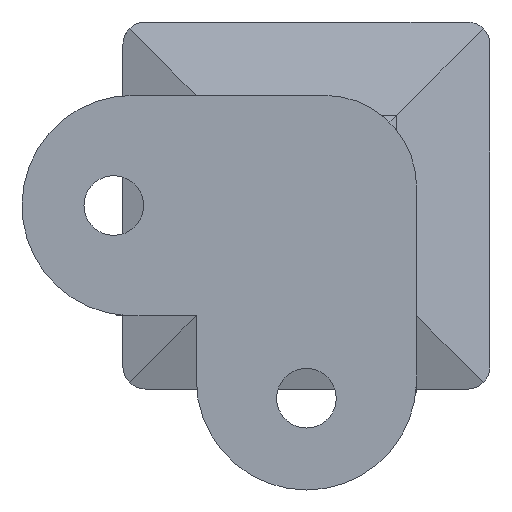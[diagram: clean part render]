
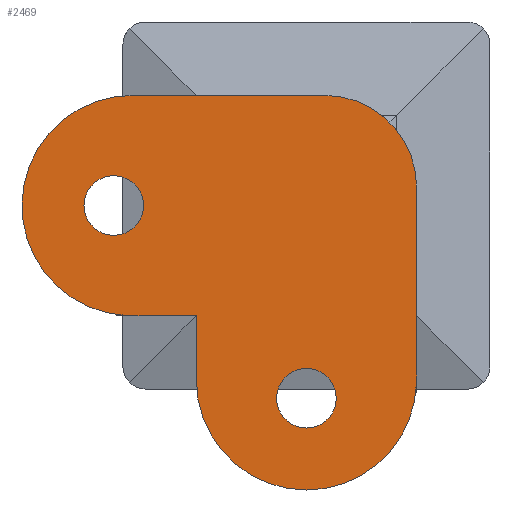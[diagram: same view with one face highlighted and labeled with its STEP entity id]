
A CAD part, front view. The second image highlights one B-rep face of the part: STEP entity #2469.
In plain terms, the highlighted planar face has unit normal (0, -1, 0).
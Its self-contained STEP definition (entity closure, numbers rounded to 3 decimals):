
#7 = CARTESIAN_POINT ( 'NONE',  ( -21., -80.5, -3.25 ) ) ;
#12 = ORIENTED_EDGE ( 'NONE', *, *, #3170, .F. ) ;
#18 = VERTEX_POINT ( 'NONE', #2637 ) ;
#21 = DIRECTION ( 'NONE',  ( 0., 0., 1. ) ) ;
#40 = ORIENTED_EDGE ( 'NONE', *, *, #857, .T. ) ;
#44 = AXIS2_PLACEMENT_3D ( 'NONE', #1076, #2097, #1378 ) ;
#56 = ORIENTED_EDGE ( 'NONE', *, *, #2273, .T. ) ;
#59 = VERTEX_POINT ( 'NONE', #2925 ) ;
#86 = AXIS2_PLACEMENT_3D ( 'NONE', #503, #2557, #2864 ) ;
#96 = VERTEX_POINT ( 'NONE', #1111 ) ;
#149 = EDGE_CURVE ( 'NONE', #2230, #1342, #2595, .T. ) ;
#176 = CARTESIAN_POINT ( 'NONE',  ( -12., -80.5, -12. ) ) ;
#193 = CARTESIAN_POINT ( 'NONE',  ( 0., -80.5, -24.25 ) ) ;
#216 = FACE_BOUND ( 'NONE', #1962, .T. ) ;
#220 = VECTOR ( 'NONE', #442, 1000. ) ;
#227 = ORIENTED_EDGE ( 'NONE', *, *, #149, .F. ) ;
#230 = DIRECTION ( 'NONE',  ( 0., -1., 0. ) ) ;
#246 = ORIENTED_EDGE ( 'NONE', *, *, #1443, .F. ) ;
#285 = DIRECTION ( 'NONE',  ( 1., 0., 0. ) ) ;
#293 = AXIS2_PLACEMENT_3D ( 'NONE', #487, #2276, #1784 ) ;
#301 = AXIS2_PLACEMENT_3D ( 'NONE', #589, #339, #1379 ) ;
#334 = CARTESIAN_POINT ( 'NONE',  ( -20., -80.5, -12. ) ) ;
#339 = DIRECTION ( 'NONE',  ( 0., -1., 0. ) ) ;
#387 = VECTOR ( 'NONE', #1051, 1000. ) ;
#414 = ORIENTED_EDGE ( 'NONE', *, *, #2172, .T. ) ;
#442 = DIRECTION ( 'NONE',  ( 0., 0., 1. ) ) ;
#477 = EDGE_CURVE ( 'NONE', #96, #3146, #1140, .T. ) ;
#481 = CARTESIAN_POINT ( 'NONE',  ( 11.988, -80.5, 0.003 ) ) ;
#487 = CARTESIAN_POINT ( 'NONE',  ( 0., -80.5, -21. ) ) ;
#503 = CARTESIAN_POINT ( 'NONE',  ( -20., -80.5, 0. ) ) ;
#515 = CIRCLE ( 'NONE', #2113, 12. ) ;
#516 = CARTESIAN_POINT ( 'NONE',  ( -19., -80.5, 0. ) ) ;
#560 = DIRECTION ( 'NONE',  ( 0., 0., -1. ) ) ;
#561 = AXIS2_PLACEMENT_3D ( 'NONE', #2523, #230, #1245 ) ;
#562 = VECTOR ( 'NONE', #3206, 1000. ) ;
#589 = CARTESIAN_POINT ( 'NONE',  ( 0., -80.5, -21. ) ) ;
#614 = CIRCLE ( 'NONE', #86, 12. ) ;
#649 = AXIS2_PLACEMENT_3D ( 'NONE', #516, #964, #1775 ) ;
#655 = FACE_BOUND ( 'NONE', #2030, .T. ) ;
#686 = CARTESIAN_POINT ( 'NONE',  ( -9.442, -80.5, -107.678 ) ) ;
#703 = VERTEX_POINT ( 'NONE', #969 ) ;
#751 = VERTEX_POINT ( 'NONE', #2740 ) ;
#763 = EDGE_CURVE ( 'NONE', #59, #1700, #2423, .T. ) ;
#764 = DIRECTION ( 'NONE',  ( 0., 0., -1. ) ) ;
#806 = EDGE_CURVE ( 'NONE', #1700, #96, #1955, .T. ) ;
#813 = CARTESIAN_POINT ( 'NONE',  ( -21., -80.5, 0. ) ) ;
#820 = LINE ( 'NONE', #334, #1355 ) ;
#857 = EDGE_CURVE ( 'NONE', #982, #751, #614, .T. ) ;
#883 = VERTEX_POINT ( 'NONE', #1802 ) ;
#909 = CARTESIAN_POINT ( 'NONE',  ( 12., -80.5, -20. ) ) ;
#922 = DIRECTION ( 'NONE',  ( 0., -1., 0. ) ) ;
#964 = DIRECTION ( 'NONE',  ( 0., -1., 0. ) ) ;
#969 = CARTESIAN_POINT ( 'NONE',  ( -19.762, -80.5, -11.976 ) ) ;
#982 = VERTEX_POINT ( 'NONE', #2136 ) ;
#1051 = DIRECTION ( 'NONE',  ( -1., 0., 0. ) ) ;
#1076 = CARTESIAN_POINT ( 'NONE',  ( 2., -80.5, 2. ) ) ;
#1081 = CARTESIAN_POINT ( 'NONE',  ( -12., -80.5, -19. ) ) ;
#1098 = DIRECTION ( 'NONE',  ( 0., -1., 0. ) ) ;
#1111 = CARTESIAN_POINT ( 'NONE',  ( 12., -80.5, 2. ) ) ;
#1140 = CIRCLE ( 'NONE', #44, 10. ) ;
#1154 = LINE ( 'NONE', #2353, #387 ) ;
#1155 = ORIENTED_EDGE ( 'NONE', *, *, #3273, .T. ) ;
#1166 = PLANE ( 'NONE',  #1995 ) ;
#1171 = CARTESIAN_POINT ( 'NONE',  ( 0.011, -80.5, -11.957 ) ) ;
#1173 = VERTEX_POINT ( 'NONE', #1432 ) ;
#1204 = CARTESIAN_POINT ( 'NONE',  ( 0., -80.5, -19. ) ) ;
#1242 = EDGE_CURVE ( 'NONE', #18, #883, #2589, .T. ) ;
#1245 = DIRECTION ( 'NONE',  ( 0., 0., -1. ) ) ;
#1255 = VERTEX_POINT ( 'NONE', #1081 ) ;
#1342 = VERTEX_POINT ( 'NONE', #1401 ) ;
#1355 = VECTOR ( 'NONE', #285, 1000. ) ;
#1370 = CARTESIAN_POINT ( 'NONE',  ( 0., -80.5, -19. ) ) ;
#1378 = DIRECTION ( 'NONE',  ( 0., 0., -1. ) ) ;
#1379 = DIRECTION ( 'NONE',  ( 0., 0., -1. ) ) ;
#1384 = EDGE_CURVE ( 'NONE', #1255, #18, #515, .T. ) ;
#1401 = CARTESIAN_POINT ( 'NONE',  ( 0., -80.5, -17.75 ) ) ;
#1432 = CARTESIAN_POINT ( 'NONE',  ( -21., -80.5, 3.25 ) ) ;
#1443 = EDGE_CURVE ( 'NONE', #982, #703, #3169, .T. ) ;
#1457 = DIRECTION ( 'NONE',  ( 0., -1., 0. ) ) ;
#1574 = DIRECTION ( 'NONE',  ( 0., -1., 0. ) ) ;
#1646 = EDGE_CURVE ( 'NONE', #1173, #2563, #2937, .T. ) ;
#1700 = VERTEX_POINT ( 'NONE', #909 ) ;
#1706 = DIRECTION ( 'NONE',  ( 0., 0., -1. ) ) ;
#1733 = VECTOR ( 'NONE', #2196, 1000. ) ;
#1775 = DIRECTION ( 'NONE',  ( 0., 0., -1. ) ) ;
#1784 = DIRECTION ( 'NONE',  ( 0., 0., -1. ) ) ;
#1802 = CARTESIAN_POINT ( 'NONE',  ( 11.992, -80.5, -19.433 ) ) ;
#1825 = VERTEX_POINT ( 'NONE', #1942 ) ;
#1828 = CIRCLE ( 'NONE', #2844, 3.25 ) ;
#1830 = DIRECTION ( 'NONE',  ( 0., 0., -1. ) ) ;
#1891 = CIRCLE ( 'NONE', #293, 3.25 ) ;
#1921 = FACE_OUTER_BOUND ( 'NONE', #2454, .T. ) ;
#1942 = CARTESIAN_POINT ( 'NONE',  ( -19., -80.5, 12. ) ) ;
#1955 = LINE ( 'NONE', #3080, #2159 ) ;
#1962 = EDGE_LOOP ( 'NONE', ( #2792, #3005 ) ) ;
#1995 = AXIS2_PLACEMENT_3D ( 'NONE', #686, #922, #2455 ) ;
#2003 = VERTEX_POINT ( 'NONE', #2072 ) ;
#2030 = EDGE_LOOP ( 'NONE', ( #12, #227 ) ) ;
#2072 = CARTESIAN_POINT ( 'NONE',  ( -12., -80.5, -12. ) ) ;
#2097 = DIRECTION ( 'NONE',  ( 0., -1., 0. ) ) ;
#2113 = AXIS2_PLACEMENT_3D ( 'NONE', #1204, #2986, #1706 ) ;
#2136 = CARTESIAN_POINT ( 'NONE',  ( -20.747, -80.5, -11.977 ) ) ;
#2138 = ORIENTED_EDGE ( 'NONE', *, *, #806, .T. ) ;
#2159 = VECTOR ( 'NONE', #21, 1000. ) ;
#2166 = EDGE_CURVE ( 'NONE', #2563, #1173, #1828, .T. ) ;
#2172 = EDGE_CURVE ( 'NONE', #1825, #703, #2676, .T. ) ;
#2187 = EDGE_CURVE ( 'NONE', #59, #883, #2501, .T. ) ;
#2196 = DIRECTION ( 'NONE',  ( 1., 0., 0.001 ) ) ;
#2206 = ORIENTED_EDGE ( 'NONE', *, *, #1384, .T. ) ;
#2230 = VERTEX_POINT ( 'NONE', #193 ) ;
#2239 = AXIS2_PLACEMENT_3D ( 'NONE', #813, #1574, #560 ) ;
#2273 = EDGE_CURVE ( 'NONE', #3146, #1825, #1154, .T. ) ;
#2276 = DIRECTION ( 'NONE',  ( 0., -1., 0. ) ) ;
#2293 = CARTESIAN_POINT ( 'NONE',  ( 2., -80.5, 12. ) ) ;
#2331 = ORIENTED_EDGE ( 'NONE', *, *, #1242, .T. ) ;
#2353 = CARTESIAN_POINT ( 'NONE',  ( 2.5, -80.5, 12. ) ) ;
#2423 = CIRCLE ( 'NONE', #561, 12. ) ;
#2438 = LINE ( 'NONE', #176, #562 ) ;
#2454 = EDGE_LOOP ( 'NONE', ( #56, #414, #246, #40, #1155, #3186, #2206, #2331, #2621, #3040, #2138, #2804 ) ) ;
#2455 = DIRECTION ( 'NONE',  ( 0., 0., -1. ) ) ;
#2469 = ADVANCED_FACE ( 'NONE', ( #655, #216, #1921 ), #1166, .T. ) ;
#2501 = LINE ( 'NONE', #481, #220 ) ;
#2523 = CARTESIAN_POINT ( 'NONE',  ( 0., -80.5, -20. ) ) ;
#2533 = CARTESIAN_POINT ( 'NONE',  ( -21., -80.5, 0. ) ) ;
#2557 = DIRECTION ( 'NONE',  ( 0., -1., 0. ) ) ;
#2563 = VERTEX_POINT ( 'NONE', #7 ) ;
#2589 = CIRCLE ( 'NONE', #2861, 12. ) ;
#2595 = CIRCLE ( 'NONE', #301, 3.25 ) ;
#2621 = ORIENTED_EDGE ( 'NONE', *, *, #2187, .F. ) ;
#2637 = CARTESIAN_POINT ( 'NONE',  ( 0., -80.5, -31. ) ) ;
#2676 = CIRCLE ( 'NONE', #649, 12. ) ;
#2740 = CARTESIAN_POINT ( 'NONE',  ( -20., -80.5, -12. ) ) ;
#2792 = ORIENTED_EDGE ( 'NONE', *, *, #1646, .F. ) ;
#2804 = ORIENTED_EDGE ( 'NONE', *, *, #477, .T. ) ;
#2844 = AXIS2_PLACEMENT_3D ( 'NONE', #2533, #1457, #764 ) ;
#2851 = EDGE_CURVE ( 'NONE', #2003, #1255, #2438, .T. ) ;
#2861 = AXIS2_PLACEMENT_3D ( 'NONE', #1370, #1098, #1830 ) ;
#2864 = DIRECTION ( 'NONE',  ( 0., 0., -1. ) ) ;
#2925 = CARTESIAN_POINT ( 'NONE',  ( 11.992, -80.5, -20.427 ) ) ;
#2937 = CIRCLE ( 'NONE', #2239, 3.25 ) ;
#2986 = DIRECTION ( 'NONE',  ( 0., -1., 0. ) ) ;
#3005 = ORIENTED_EDGE ( 'NONE', *, *, #2166, .F. ) ;
#3040 = ORIENTED_EDGE ( 'NONE', *, *, #763, .T. ) ;
#3080 = CARTESIAN_POINT ( 'NONE',  ( 12., -80.5, -20. ) ) ;
#3146 = VERTEX_POINT ( 'NONE', #2293 ) ;
#3169 = LINE ( 'NONE', #1171, #1733 ) ;
#3170 = EDGE_CURVE ( 'NONE', #1342, #2230, #1891, .T. ) ;
#3186 = ORIENTED_EDGE ( 'NONE', *, *, #2851, .T. ) ;
#3206 = DIRECTION ( 'NONE',  ( 0., 0., -1. ) ) ;
#3273 = EDGE_CURVE ( 'NONE', #751, #2003, #820, .T. ) ;
